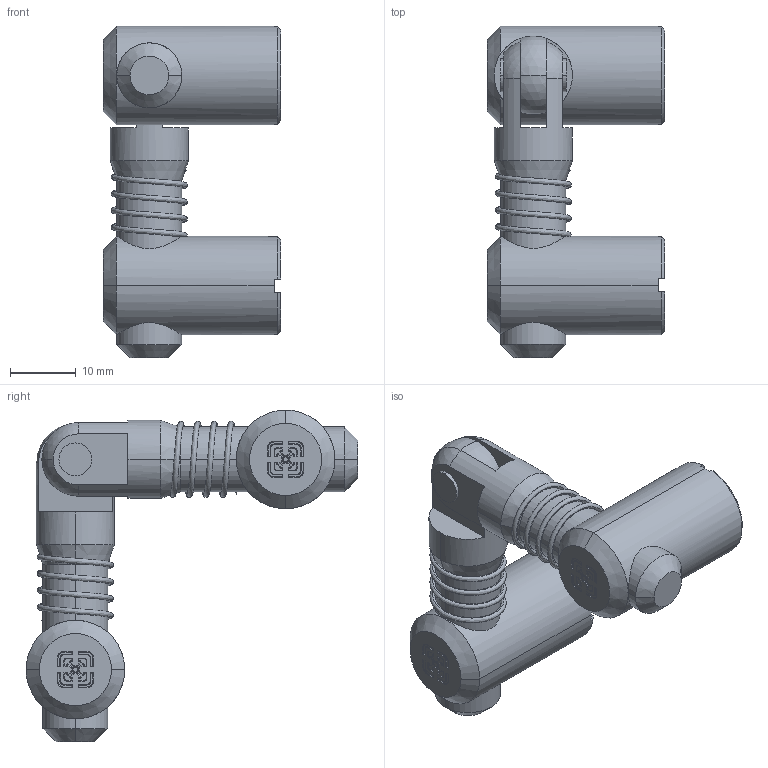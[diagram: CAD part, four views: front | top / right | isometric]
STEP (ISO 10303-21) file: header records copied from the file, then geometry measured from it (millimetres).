
FILE_DESCRIPTION (( 'STEP AP203' ), '1' );
FILE_NAME ('3.11.40.06.STEP', '2014-06-24T04:42:44', ( 'USER' ), ( 'Microsoft' ), 'SwSTEP 2.0', 'SolidWorks 2012', '' );
FILE_SCHEMA (( 'CONFIG_CONTROL_DESIGN' ));
Length unit declared in the file: millimetre
Products named in the file (1): 3.11.40.06
Bounding box: 27 x 50.5 x 50.5 mm (x, y, z)
Surface area: 8157.9 mm2 (no closed solid volume)
Topology: 0 solids, 9 shells, 301 faces, 871 edges, 573 vertices
Faces by surface type: plane 188, cone 85, cylinder 18, sphere 6, bspline 4
Entity records: 13699 total; most frequent: CARTESIAN_POINT 5686, DIRECTION 1649, ORIENTED_EDGE 1625, EDGE_CURVE 863, VECTOR 577, LINE 577, VERTEX_POINT 571, AXIS2_PLACEMENT_3D 536
